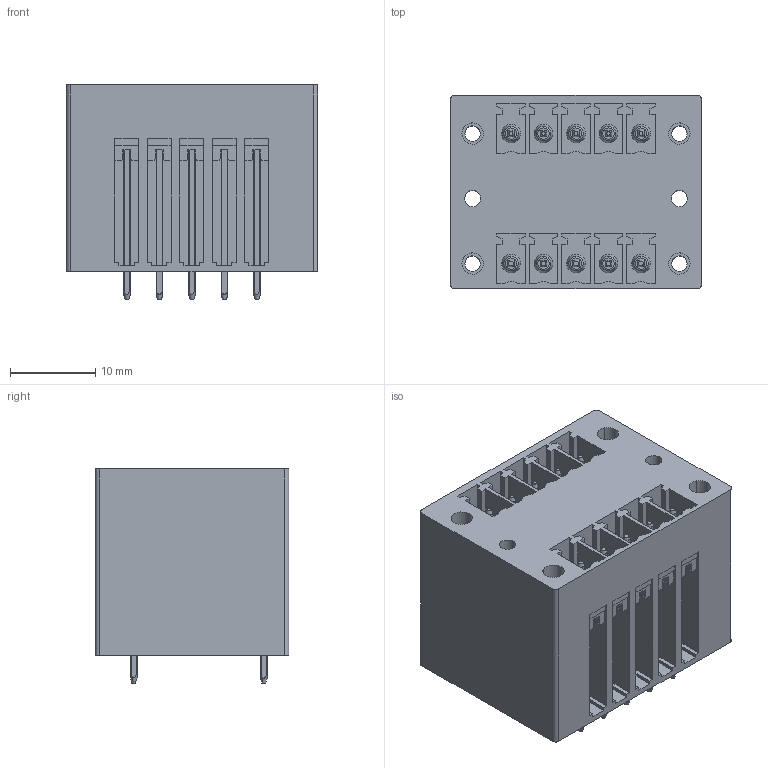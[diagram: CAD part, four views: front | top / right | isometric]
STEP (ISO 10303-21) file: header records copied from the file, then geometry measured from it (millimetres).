
FILE_DESCRIPTION(('CATIA V5 STEP Exchange','CAx-IF Rec.Pracs.--- Model Styling and Organization---1.2---2011-12-15'),'2;1');
FILE_NAME ('D1447148_0', '2018-09-29T11:25:58+00:00', ('none'), ('Weidmueller'), 'CATIA Version 5-6 Release 2014', 'CATIA V5 STEP AP214', 'none');
FILE_SCHEMA(('AUTOMOTIVE_DESIGN { 1 0 10303 214 1 1 1 1 }'));
Length unit declared in the file: millimetre
Products named in the file (1): 1030470000
Bounding box: 29.44 x 22.7 x 25.1 mm (x, y, z)
Volume: 12138.3 mm3; surface area: 7358 mm2
Topology: 11 solids, 11 shells, 605 faces, 1634 edges, 1080 vertices
Faces by surface type: plane 381, cylinder 136, cone 68, torus 20
Entity records: 19044 total; most frequent: CARTESIAN_POINT 5323, ORIENTED_EDGE 3268, DIRECTION 2041, EDGE_CURVE 1634, VECTOR 1114, LINE 1114, VERTEX_POINT 1080, EDGE_LOOP 676
